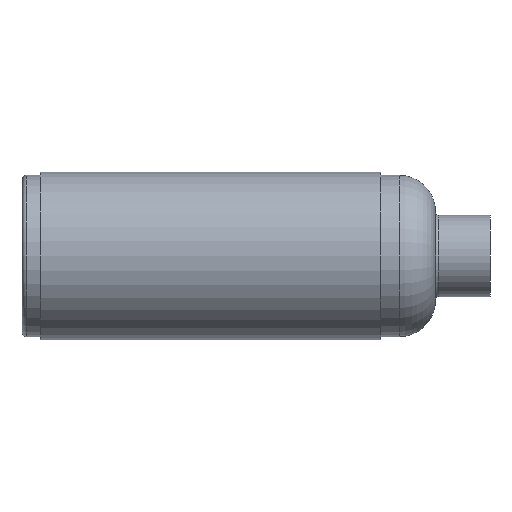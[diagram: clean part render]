
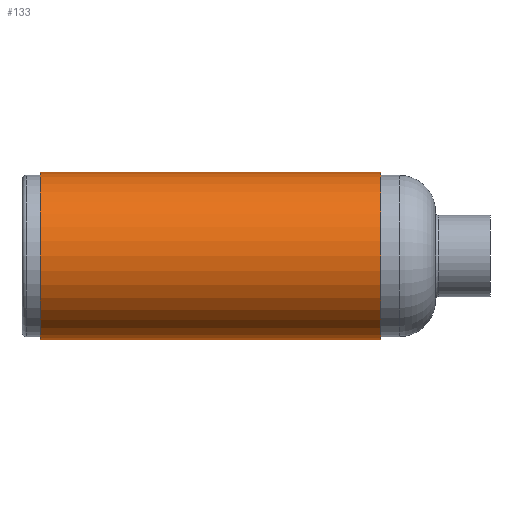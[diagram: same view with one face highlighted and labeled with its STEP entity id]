
A CAD part, front view. The second image highlights one B-rep face of the part: STEP entity #133.
In plain terms, the highlighted cylindrical face has radius 14.605 mm (diameter 29.21 mm), a partial arc.
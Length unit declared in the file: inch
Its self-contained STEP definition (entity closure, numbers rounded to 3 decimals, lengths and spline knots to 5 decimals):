
#5 = CIRCLE ( 'NONE', #304, 0.575 ) ;
#21 = EDGE_CURVE ( 'NONE', #640, #126, #166, .T. ) ;
#33 = VERTEX_POINT ( 'NONE', #658 ) ;
#51 = CARTESIAN_POINT ( 'NONE',  ( 0.86, 0., 0.575 ) ) ;
#126 = VERTEX_POINT ( 'NONE', #537 ) ;
#133 = ADVANCED_FACE ( 'NONE', ( #740 ), #730, .T. ) ;
#136 = EDGE_CURVE ( 'NONE', #33, #126, #398, .T. ) ;
#163 = DIRECTION ( 'NONE',  ( -1., 0., 0. ) ) ;
#166 = LINE ( 'NONE', #545, #368 ) ;
#190 = ORIENTED_EDGE ( 'NONE', *, *, #519, .F. ) ;
#208 = DIRECTION ( 'NONE',  ( -1., 0., 0. ) ) ;
#212 = DIRECTION ( 'NONE',  ( -1., 0., 0. ) ) ;
#262 = CARTESIAN_POINT ( 'NONE',  ( 0.86, 0., -0.575 ) ) ;
#281 = CARTESIAN_POINT ( 'NONE',  ( -1.61, 0., 0. ) ) ;
#297 = LINE ( 'NONE', #491, #549 ) ;
#304 = AXIS2_PLACEMENT_3D ( 'NONE', #516, #584, #579 ) ;
#313 = ORIENTED_EDGE ( 'NONE', *, *, #136, .F. ) ;
#355 = AXIS2_PLACEMENT_3D ( 'NONE', #281, #208, #406 ) ;
#368 = VECTOR ( 'NONE', #808, 39.37008 ) ;
#398 = CIRCLE ( 'NONE', #798, 0.575 ) ;
#406 = DIRECTION ( 'NONE',  ( 0., 0., 1. ) ) ;
#443 = ORIENTED_EDGE ( 'NONE', *, *, #767, .T. ) ;
#456 = DIRECTION ( 'NONE',  ( 0., 0., 1. ) ) ;
#491 = CARTESIAN_POINT ( 'NONE',  ( -1.61, 0., -0.575 ) ) ;
#515 = EDGE_LOOP ( 'NONE', ( #190, #443, #791, #313 ) ) ;
#516 = CARTESIAN_POINT ( 'NONE',  ( 0.86, 0., 0. ) ) ;
#519 = EDGE_CURVE ( 'NONE', #787, #33, #297, .T. ) ;
#537 = CARTESIAN_POINT ( 'NONE',  ( -1.485, 0., 0.575 ) ) ;
#545 = CARTESIAN_POINT ( 'NONE',  ( -1.61, 0., 0.575 ) ) ;
#549 = VECTOR ( 'NONE', #163, 39.37008 ) ;
#579 = DIRECTION ( 'NONE',  ( 0., 0., 1. ) ) ;
#584 = DIRECTION ( 'NONE',  ( -1., 0., 0. ) ) ;
#640 = VERTEX_POINT ( 'NONE', #51 ) ;
#658 = CARTESIAN_POINT ( 'NONE',  ( -1.485, 0., -0.575 ) ) ;
#670 = CARTESIAN_POINT ( 'NONE',  ( -1.485, 0., 0. ) ) ;
#730 = CYLINDRICAL_SURFACE ( 'NONE', #355, 0.575 ) ;
#740 = FACE_OUTER_BOUND ( 'NONE', #515, .T. ) ;
#767 = EDGE_CURVE ( 'NONE', #787, #640, #5, .T. ) ;
#787 = VERTEX_POINT ( 'NONE', #262 ) ;
#791 = ORIENTED_EDGE ( 'NONE', *, *, #21, .T. ) ;
#798 = AXIS2_PLACEMENT_3D ( 'NONE', #670, #212, #456 ) ;
#808 = DIRECTION ( 'NONE',  ( -1., 0., 0. ) ) ;
